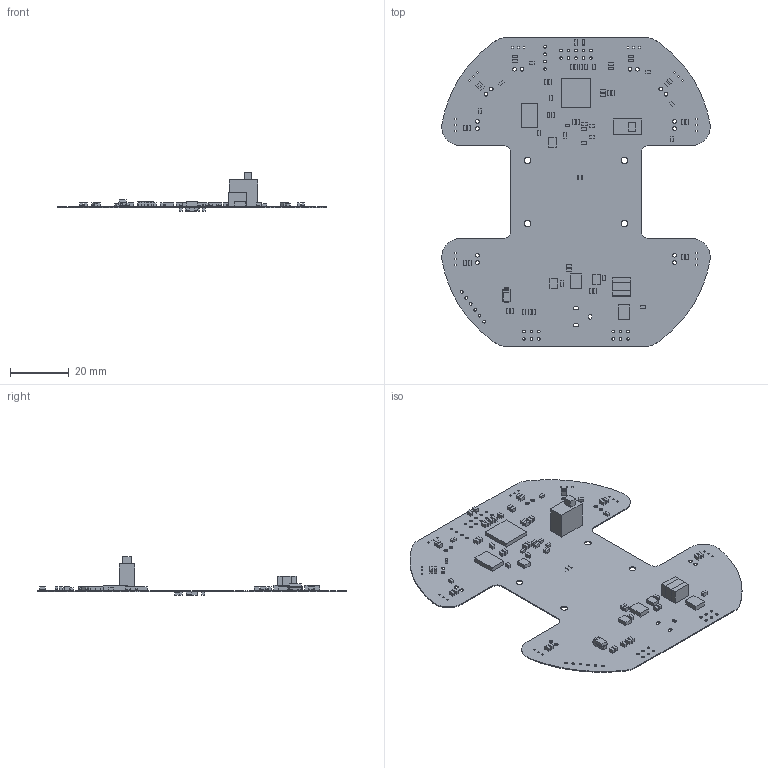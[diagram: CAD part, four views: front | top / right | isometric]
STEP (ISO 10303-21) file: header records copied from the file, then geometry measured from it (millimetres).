
FILE_DESCRIPTION(('Open CASCADE Model'),'2;1');
FILE_NAME('Open CASCADE Shape Model','2014-03-16T17:51:31',('Author'),( 'Open CASCADE'),'Open CASCADE STEP processor 6.2','Open CASCADE 6.2' ,'Unknown');
FILE_SCHEMA(('AUTOMOTIVE_DESIGN { 1 0 10303 214 1 1 1 1 }'));
Length unit declared in the file: millimetre
Products named in the file (121): PCB; Board; Q10; 700810496; Extruded; C1; 700812672; C2; C3; 700812544; C4; C5; C6; C7; 700812416; C8; 700812288; C9; C10; C11; C12; C13; C14; C15; C16; 700809600; C17; C18; C19; C20; C21; C22; C23; C24; C25; C26; C27; C28; C29; C30 ...
Assembly tree (207 placements, depth 4):
  PCB
    Board
    Q10
      700810496
        Extruded
    C1
      700812672
        Extruded
    C2
      700812672
        Extruded
    C3
      700812544
        Extruded
    C4
      700812544
        Extruded
    C5
      700812544
        Extruded
    C6
      700812544
        Extruded
    C7
      700812416
        Extruded
    C8
      700812288
        Extruded
    C9
      700812672
        Extruded
    C10
      700812672
        Extruded
    C11
      700812672
        Extruded
    C12
      700812672
        Extruded
    C13
      700812672
        Extruded
    C14
      700812672
        Extruded
    C15
      700812672
        Extruded
    C16
      700809600
        Extruded
    C17
      700812672
        Extruded
    C18
      700809600
        Extruded
    C19
Bounding box: 91.63 x 105.43 x 13.25 mm (x, y, z)
Volume: 3695.9 mm3; surface area: 16985.7 mm2
Topology: 109 solids, 109 shells, 3261 faces, 7919 edges, 4784 vertices
Faces by surface type: plane 1454, bspline 1014, cylinder 585, sphere 208
Full cylindrical faces by diameter (mm): 0.9 x35, 1.27 x16, 2.286 x4
Entity records: 49904 total; most frequent: CARTESIAN_POINT 12066, DIRECTION 6432, LINE 4508, VECTOR 4508, ORIENTED_EDGE 3444, PCURVE 3444, DEFINITIONAL_REPRESENTATION 3444, EDGE_CURVE 1722
